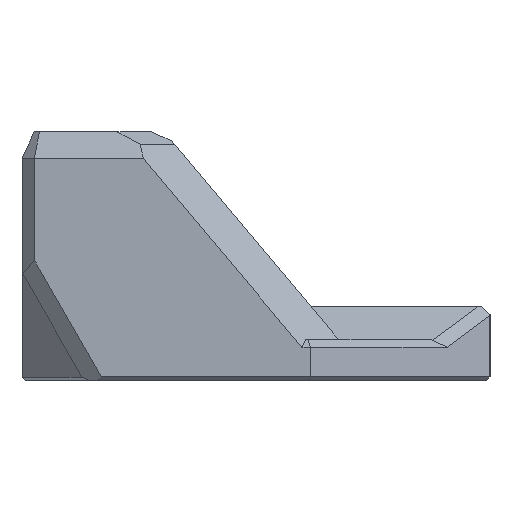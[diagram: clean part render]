
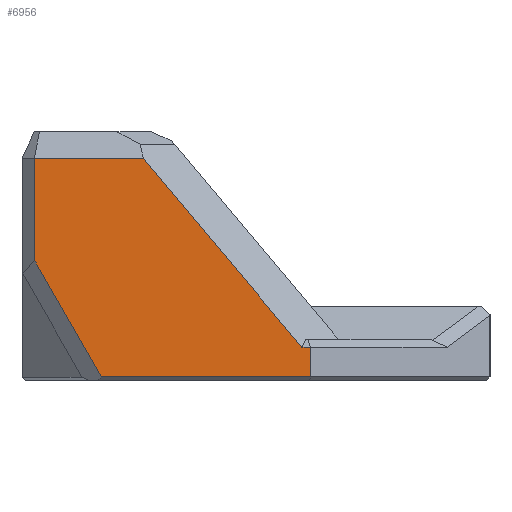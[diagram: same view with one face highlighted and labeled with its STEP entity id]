
A CAD part, left-side view. The second image highlights one B-rep face of the part: STEP entity #6956.
In plain terms, the highlighted planar face has unit normal (-1, 0, 0).
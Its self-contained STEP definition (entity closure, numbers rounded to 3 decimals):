
#504=FACE_OUTER_BOUND('',#940,.T.);
#940=EDGE_LOOP('',(#4951,#4952,#4953,#4954,#4955,#4956,#4957));
#1461=LINE('',#10367,#2259);
#1480=LINE('',#10404,#2278);
#1499=LINE('',#10444,#2297);
#1541=LINE('',#10525,#2339);
#1542=LINE('',#10528,#2340);
#1543=LINE('',#10530,#2341);
#1544=LINE('',#10531,#2342);
#2259=VECTOR('',#8238,10.);
#2278=VECTOR('',#8275,10.);
#2297=VECTOR('',#8306,10.);
#2339=VECTOR('',#8382,10.);
#2340=VECTOR('',#8385,10.);
#2341=VECTOR('',#8386,10.);
#2342=VECTOR('',#8387,10.);
#3026=VERTEX_POINT('',#10365);
#3027=VERTEX_POINT('',#10366);
#3036=VERTEX_POINT('',#10403);
#3050=VERTEX_POINT('',#10441);
#3051=VERTEX_POINT('',#10443);
#3074=VERTEX_POINT('',#10527);
#3075=VERTEX_POINT('',#10529);
#3687=EDGE_CURVE('',#3026,#3027,#1461,.T.);
#3706=EDGE_CURVE('',#3027,#3036,#1480,.T.);
#3725=EDGE_CURVE('',#3050,#3051,#1499,.T.);
#3767=EDGE_CURVE('',#3026,#3051,#1541,.T.);
#3768=EDGE_CURVE('',#3074,#3050,#1542,.T.);
#3769=EDGE_CURVE('',#3075,#3074,#1543,.T.);
#3770=EDGE_CURVE('',#3036,#3075,#1544,.T.);
#4951=ORIENTED_EDGE('',*,*,#3687,.F.);
#4952=ORIENTED_EDGE('',*,*,#3767,.T.);
#4953=ORIENTED_EDGE('',*,*,#3725,.F.);
#4954=ORIENTED_EDGE('',*,*,#3768,.F.);
#4955=ORIENTED_EDGE('',*,*,#3769,.F.);
#4956=ORIENTED_EDGE('',*,*,#3770,.F.);
#4957=ORIENTED_EDGE('',*,*,#3706,.F.);
#6666=PLANE('',#7413);
#6956=ADVANCED_FACE('',(#504),#6666,.T.);
#7413=AXIS2_PLACEMENT_3D('',#10526,#8383,#8384);
#8238=DIRECTION('',(0.,1.,0.));
#8275=DIRECTION('',(0.,0.497,0.868));
#8306=DIRECTION('',(0.,-1.,0.));
#8382=DIRECTION('',(0.,0.,1.));
#8383=DIRECTION('center_axis',(-1.,0.,0.));
#8384=DIRECTION('ref_axis',(0.,-1.,0.));
#8385=DIRECTION('',(0.,-0.643,-0.766));
#8386=DIRECTION('',(0.,-1.,0.));
#8387=DIRECTION('',(0.,0.,1.));
#10365=CARTESIAN_POINT('',(-75.07,-5.,0.4));
#10366=CARTESIAN_POINT('',(-75.07,20.376,0.4));
#10367=CARTESIAN_POINT('',(-75.07,15.8,0.4));
#10403=CARTESIAN_POINT('',(-75.07,28.5,14.593));
#10404=CARTESIAN_POINT('',(-75.07,19.859,-0.504));
#10441=CARTESIAN_POINT('',(-75.07,-3.974,4.));
#10443=CARTESIAN_POINT('',(-75.07,-5.,4.));
#10444=CARTESIAN_POINT('',(-75.07,7.05,4.));
#10525=CARTESIAN_POINT('',(-75.07,-5.,0.));
#10526=CARTESIAN_POINT('Origin',(-75.07,30.,0.));
#10527=CARTESIAN_POINT('',(-75.07,15.269,26.933));
#10528=CARTESIAN_POINT('',(-75.07,0.186,8.958));
#10529=CARTESIAN_POINT('',(-75.07,28.5,26.933));
#10530=CARTESIAN_POINT('',(-75.07,21.25,26.933));
#10531=CARTESIAN_POINT('',(-75.07,28.5,0.));
